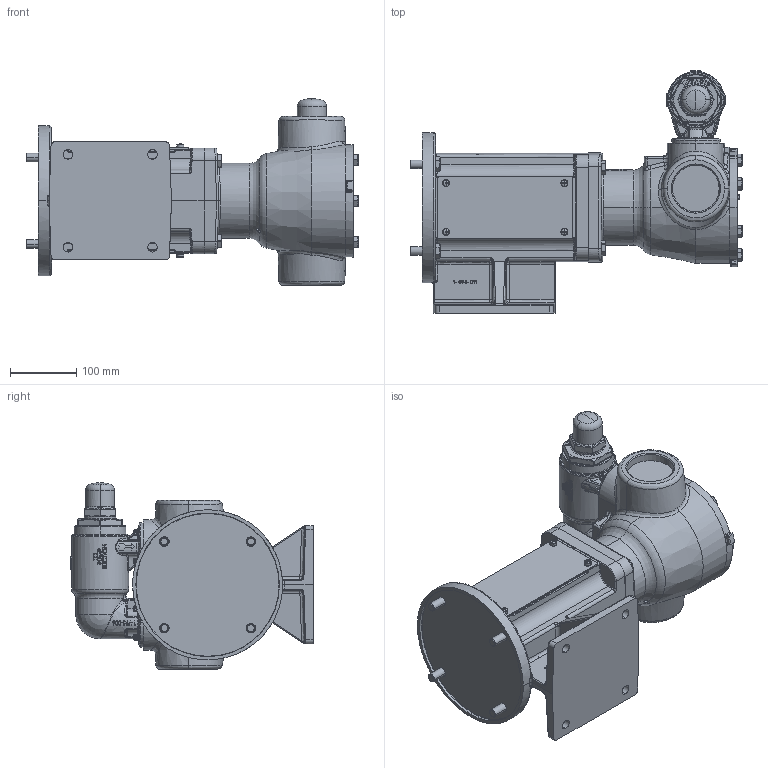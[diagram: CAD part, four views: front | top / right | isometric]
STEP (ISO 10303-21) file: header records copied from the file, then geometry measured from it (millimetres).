
FILE_DESCRIPTION (( 'STEP AP214' ), '1' );
FILE_NAME ('AS495-M_(182-184TC, 213-215TC).STEP', '2017-02-24T20:29:57', ( '' ), ( '' ), 'SwSTEP 2.0', 'SolidWorks 2016', '' );
FILE_SCHEMA (( 'AUTOMOTIVE_DESIGN' ));
Length unit declared in the file: inch
Products named in the file (2): AS495-M_(182-184TC, 213-215TC)
Bounding box: 499.39 x 364.51 x 280.67 mm (x, y, z)
Volume: 12563209.9 mm3; surface area: 616762.4 mm2
Topology: 1 solids, 2 shells, 2763 faces, 7129 edges, 4489 vertices
Faces by surface type: plane 1153, bspline 841, cylinder 390, cone 187, torus 122, sphere 70
Entity records: 177139 total; most frequent: CARTESIAN_POINT 100178, ORIENTED_EDGE 14170, DIRECTION 9743, EDGE_CURVE 7085, VERTEX_POINT 4485, AXIS2_PLACEMENT_3D 3488, EDGE_LOOP 2942, VECTOR 2767
